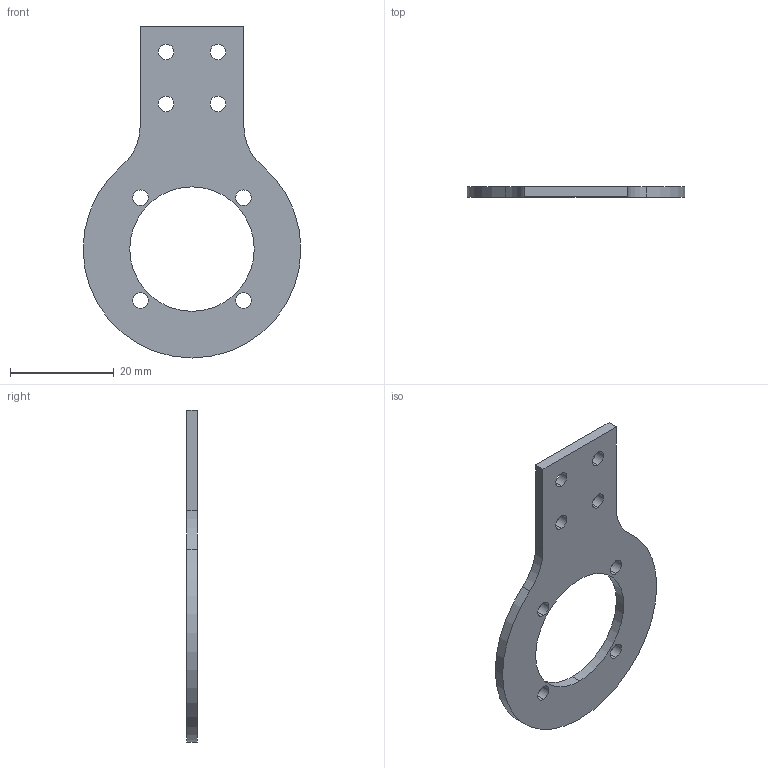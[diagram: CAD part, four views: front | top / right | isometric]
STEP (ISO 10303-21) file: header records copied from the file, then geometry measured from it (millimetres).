
FILE_DESCRIPTION (( 'STEP AP203' ), '1' );
FILE_NAME ('电机2固定【2号】.STEP', '2025-08-22T12:48:55', ( '' ), ( '' ), 'SwSTEP 2.0', 'SolidWorks 2025', '' );
FILE_SCHEMA (( 'CONFIG_CONTROL_DESIGN' ));
Length unit declared in the file: millimetre
Products named in the file (1): 电机2固定【2号】
Bounding box: 42 x 2 x 64 mm (x, y, z)
Volume: 2680.6 mm3; surface area: 3339.2 mm2
Topology: 1 solids, 1 shells, 27 faces, 75 edges, 50 vertices
Faces by surface type: cylinder 22, plane 5
Entity records: 1006 total; most frequent: DIRECTION 175, CARTESIAN_POINT 153, ORIENTED_EDGE 150, EDGE_CURVE 75, AXIS2_PLACEMENT_3D 72, VERTEX_POINT 50, EDGE_LOOP 45, CIRCLE 44
